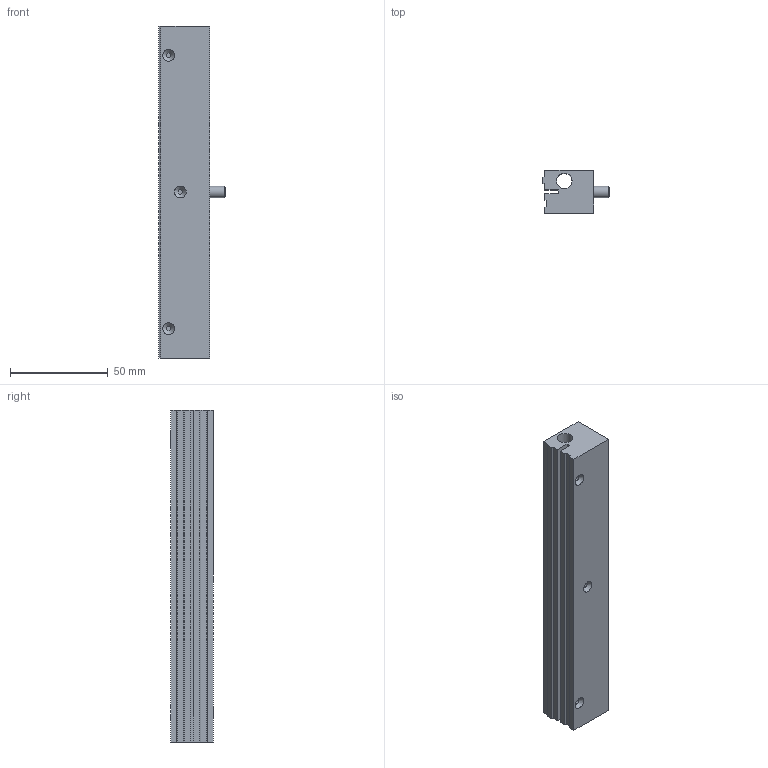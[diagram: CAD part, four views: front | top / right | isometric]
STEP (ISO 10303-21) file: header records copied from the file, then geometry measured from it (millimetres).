
FILE_DESCRIPTION(/* description */ (''),/* implementation_level */ '2;1');
FILE_NAME(/* name */ 'Mors V3 v3.step',/* time_stamp */ '2022-02-08T18:17:46+01:00',/* author */ (''),/* organization */ (''),/* preprocessor_version */ 'ST-DEVELOPER v18.1',/* originating_system */ 'Autodesk Translation Framework v10.10.0.1391',/* authorisation */ '');
FILE_SCHEMA (('AUTOMOTIVE_DESIGN { 1 0 10303 214 3 1 1 }'));
Length unit declared in the file: millimetre
Products named in the file (1): Mors V3
Bounding box: 34 x 22 x 170 mm (x, y, z)
Volume: 80752.4 mm3; surface area: 25100.5 mm2
Topology: 1 solids, 1 shells, 36 faces, 90 edges, 59 vertices
Faces by surface type: plane 21, cylinder 9, cone 6
Full cylindrical faces by diameter (mm): 2.529 x3, 3.332 x2, 5.884 x1, 8 x1, 10.2 x2
Entity records: 1218 total; most frequent: CARTESIAN_POINT 288, ORIENTED_EDGE 180, DIRECTION 179, EDGE_CURVE 90, LINE 63, VECTOR 63, VERTEX_POINT 59, AXIS2_PLACEMENT_3D 58
